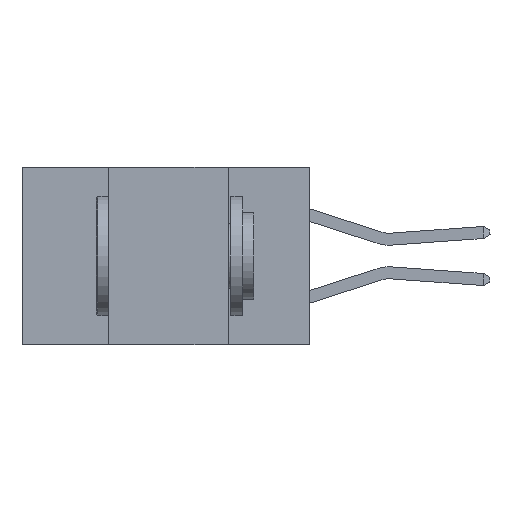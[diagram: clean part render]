
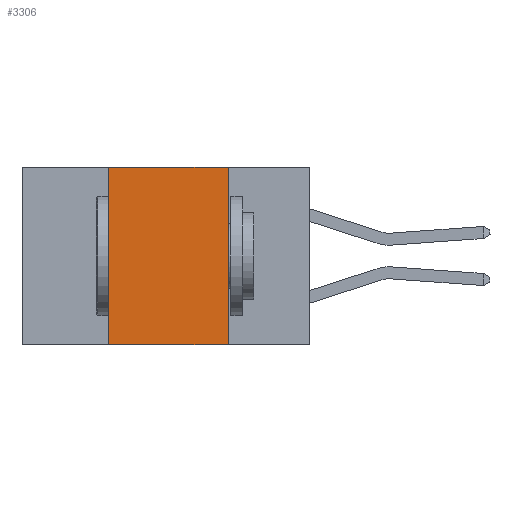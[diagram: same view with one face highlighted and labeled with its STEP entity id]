
A CAD part, left-side view. The second image highlights one B-rep face of the part: STEP entity #3306.
In plain terms, the highlighted planar face has unit normal (-1, 0, 0).
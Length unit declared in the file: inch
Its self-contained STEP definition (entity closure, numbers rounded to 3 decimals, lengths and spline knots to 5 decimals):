
#184 = CARTESIAN_POINT ( 'NONE',  ( 0., 0.6, -0.37 ) ) ;
#189 = VECTOR ( 'NONE', #26380, 39.37008 ) ;
#340 = AXIS2_PLACEMENT_3D ( 'NONE', #19582, #19354, #11047 ) ;
#517 = ORIENTED_EDGE ( 'NONE', *, *, #24164, .F. ) ;
#1027 = DIRECTION ( 'NONE',  ( 0., -1., 0. ) ) ;
#1487 = FACE_OUTER_BOUND ( 'NONE', #28543, .T. ) ;
#1565 = CARTESIAN_POINT ( 'NONE',  ( 0., 0.42, 0. ) ) ;
#2293 = EDGE_CURVE ( 'NONE', #14065, #17687, #11859, .T. ) ;
#2793 = VECTOR ( 'NONE', #19967, 39.37008 ) ;
#2812 = CARTESIAN_POINT ( 'NONE',  ( 0., 0.6, 0. ) ) ;
#2933 = ORIENTED_EDGE ( 'NONE', *, *, #9919, .F. ) ;
#3205 = CARTESIAN_POINT ( 'NONE',  ( 0., 0.42, -0.37 ) ) ;
#3306 = ADVANCED_FACE ( 'NONE', ( #1487 ), #19518, .F. ) ;
#4960 = EDGE_CURVE ( 'NONE', #16449, #17687, #14777, .T. ) ;
#5640 = CARTESIAN_POINT ( 'NONE',  ( 0., 0.17, 0. ) ) ;
#5897 = VECTOR ( 'NONE', #29842, 39.37008 ) ;
#6053 = VERTEX_POINT ( 'NONE', #1565 ) ;
#6359 = ORIENTED_EDGE ( 'NONE', *, *, #2293, .T. ) ;
#9919 = EDGE_CURVE ( 'NONE', #6053, #16449, #15833, .T. ) ;
#10516 = CARTESIAN_POINT ( 'NONE',  ( 0., 0.17, 0. ) ) ;
#10823 = LINE ( 'NONE', #15363, #5897 ) ;
#11047 = DIRECTION ( 'NONE',  ( 0., 0., -1. ) ) ;
#11859 = LINE ( 'NONE', #184, #17624 ) ;
#12810 = ORIENTED_EDGE ( 'NONE', *, *, #4960, .F. ) ;
#14065 = VERTEX_POINT ( 'NONE', #3205 ) ;
#14777 = LINE ( 'NONE', #10516, #189 ) ;
#15363 = CARTESIAN_POINT ( 'NONE',  ( 0., 0.42, 0. ) ) ;
#15833 = LINE ( 'NONE', #2812, #2793 ) ;
#16449 = VERTEX_POINT ( 'NONE', #5640 ) ;
#17624 = VECTOR ( 'NONE', #1027, 39.37008 ) ;
#17687 = VERTEX_POINT ( 'NONE', #25160 ) ;
#19354 = DIRECTION ( 'NONE',  ( 1., 0., 0. ) ) ;
#19518 = PLANE ( 'NONE',  #340 ) ;
#19582 = CARTESIAN_POINT ( 'NONE',  ( 0., 0.6, 0. ) ) ;
#19967 = DIRECTION ( 'NONE',  ( 0., -1., 0. ) ) ;
#24164 = EDGE_CURVE ( 'NONE', #14065, #6053, #10823, .T. ) ;
#25160 = CARTESIAN_POINT ( 'NONE',  ( 0., 0.17, -0.37 ) ) ;
#26380 = DIRECTION ( 'NONE',  ( 0., 0., -1. ) ) ;
#28543 = EDGE_LOOP ( 'NONE', ( #12810, #2933, #517, #6359 ) ) ;
#29842 = DIRECTION ( 'NONE',  ( 0., 0., 1. ) ) ;
